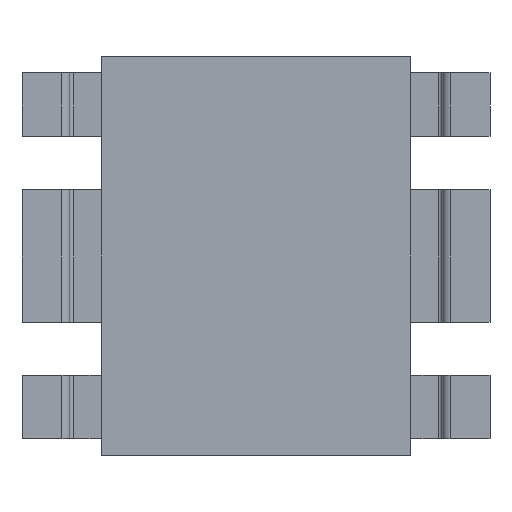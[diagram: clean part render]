
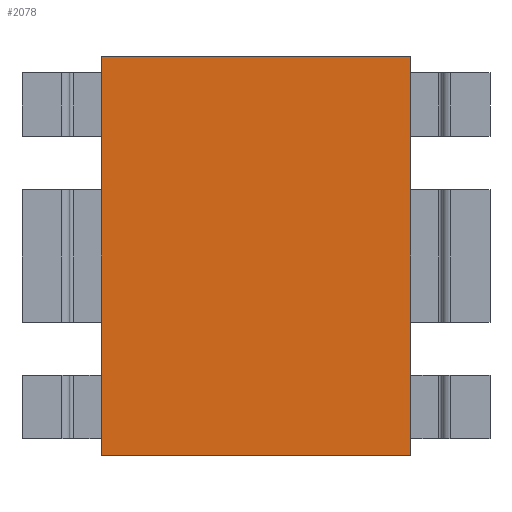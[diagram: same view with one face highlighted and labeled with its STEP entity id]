
A CAD part, front view. The second image highlights one B-rep face of the part: STEP entity #2078.
In plain terms, the highlighted planar face has unit normal (0, -1, 0).
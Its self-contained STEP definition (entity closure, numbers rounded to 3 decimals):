
#22 = DIRECTION ( 'NONE',  ( 0., 0., -1. ) ) ;
#89 = CARTESIAN_POINT ( 'NONE',  ( -1.95, 0., -2.51 ) ) ;
#128 = CARTESIAN_POINT ( 'NONE',  ( -1.95, 0., -2.51 ) ) ;
#146 = CARTESIAN_POINT ( 'NONE',  ( 1.95, 0., 2.51 ) ) ;
#175 = CARTESIAN_POINT ( 'NONE',  ( 1.95, 0., 2.51 ) ) ;
#184 = DIRECTION ( 'NONE',  ( 0., 0., -1. ) ) ;
#450 = ORIENTED_EDGE ( 'NONE', *, *, #1400, .F. ) ;
#460 = EDGE_LOOP ( 'NONE', ( #1952, #2056, #882, #450 ) ) ;
#473 = LINE ( 'NONE', #89, #1290 ) ;
#586 = DIRECTION ( 'NONE',  ( 1., 0., 0. ) ) ;
#594 = CARTESIAN_POINT ( 'NONE',  ( -1.95, 0., 2.51 ) ) ;
#606 = CARTESIAN_POINT ( 'NONE',  ( -1.95, 0., 2.51 ) ) ;
#728 = AXIS2_PLACEMENT_3D ( 'NONE', #2564, #2577, #1745 ) ;
#832 = LINE ( 'NONE', #853, #1779 ) ;
#853 = CARTESIAN_POINT ( 'NONE',  ( -1.95, 0., 2.51 ) ) ;
#866 = VECTOR ( 'NONE', #586, 1000. ) ;
#882 = ORIENTED_EDGE ( 'NONE', *, *, #1782, .F. ) ;
#891 = EDGE_CURVE ( 'NONE', #1526, #1982, #473, .T. ) ;
#1190 = VECTOR ( 'NONE', #184, 1000. ) ;
#1227 = LINE ( 'NONE', #606, #866 ) ;
#1290 = VECTOR ( 'NONE', #1542, 1000. ) ;
#1400 = EDGE_CURVE ( 'NONE', #1529, #2294, #1227, .T. ) ;
#1440 = EDGE_CURVE ( 'NONE', #1529, #1526, #832, .T. ) ;
#1526 = VERTEX_POINT ( 'NONE', #128 ) ;
#1529 = VERTEX_POINT ( 'NONE', #594 ) ;
#1542 = DIRECTION ( 'NONE',  ( 1., 0., 0. ) ) ;
#1717 = CARTESIAN_POINT ( 'NONE',  ( 1.95, 0., -2.51 ) ) ;
#1745 = DIRECTION ( 'NONE',  ( 0., 0., -1. ) ) ;
#1779 = VECTOR ( 'NONE', #22, 1000. ) ;
#1782 = EDGE_CURVE ( 'NONE', #2294, #1982, #2342, .T. ) ;
#1952 = ORIENTED_EDGE ( 'NONE', *, *, #1440, .T. ) ;
#1982 = VERTEX_POINT ( 'NONE', #1717 ) ;
#2056 = ORIENTED_EDGE ( 'NONE', *, *, #891, .T. ) ;
#2078 = ADVANCED_FACE ( 'NONE', ( #2610 ), #2344, .T. ) ;
#2294 = VERTEX_POINT ( 'NONE', #175 ) ;
#2342 = LINE ( 'NONE', #146, #1190 ) ;
#2344 = PLANE ( 'NONE',  #728 ) ;
#2564 = CARTESIAN_POINT ( 'NONE',  ( 0., 0., 0. ) ) ;
#2577 = DIRECTION ( 'NONE',  ( 0., -1., 0. ) ) ;
#2610 = FACE_OUTER_BOUND ( 'NONE', #460, .T. ) ;
